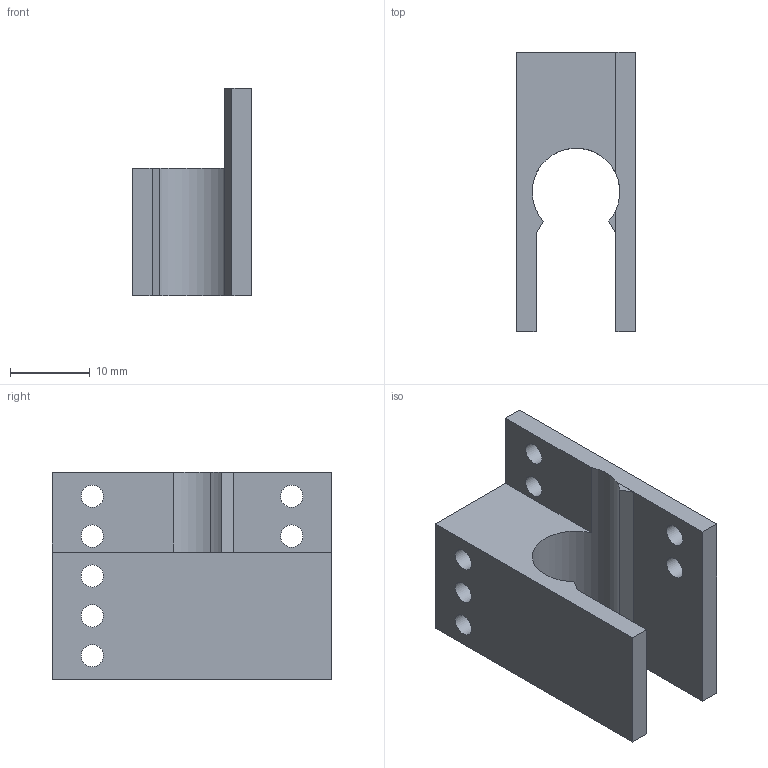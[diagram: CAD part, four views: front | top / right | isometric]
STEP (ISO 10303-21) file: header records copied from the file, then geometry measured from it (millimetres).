
FILE_DESCRIPTION(/* description */ (''),/* implementation_level */ '2;1');
FILE_NAME(/* name */ 'Jet Base (Left).step',/* time_stamp */ '2023-07-30T19:19:38+08:00',/* author */ (''),/* organization */ (''),/* preprocessor_version */ 'ST-DEVELOPER v19.2',/* originating_system */ 'Autodesk Translation Framework v11.17.0.187',/* authorisation */ '');
FILE_SCHEMA (('AUTOMOTIVE_DESIGN { 1 0 10303 214 3 1 1 }'));
Length unit declared in the file: millimetre
Products named in the file (2): Jet Base (Left); Jet Base (Right) v2
Assembly tree (1 placements, depth 2):
  Jet Base (Left)
    Jet Base (Right) v2
Bounding box: 15 x 35 x 26 mm (x, y, z)
Volume: 5389.6 mm3; surface area: 4210.7 mm2
Topology: 2 solids, 2 shells, 25 faces, 63 edges, 42 vertices
Faces by surface type: plane 16, cylinder 9
Full cylindrical faces by diameter (mm): 2.8 x7
Entity records: 836 total; most frequent: DIRECTION 138, CARTESIAN_POINT 133, ORIENTED_EDGE 126, EDGE_CURVE 63, AXIS2_PLACEMENT_3D 47, LINE 44, VECTOR 44, VERTEX_POINT 42
